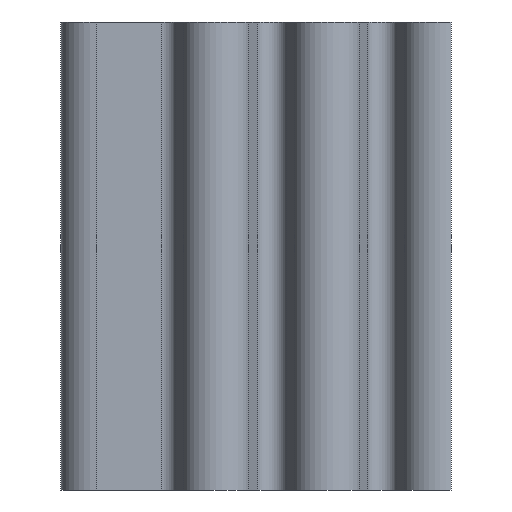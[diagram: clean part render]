
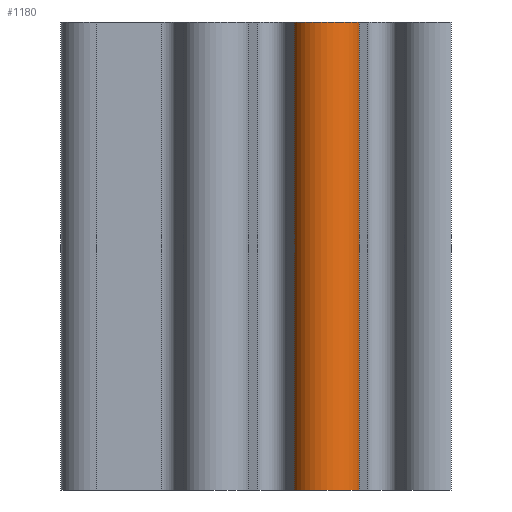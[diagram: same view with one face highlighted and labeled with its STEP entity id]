
A CAD part, left-side view. The second image highlights one B-rep face of the part: STEP entity #1180.
In plain terms, the highlighted cylindrical face has radius 2.7 mm (diameter 5.4 mm), a partial arc.
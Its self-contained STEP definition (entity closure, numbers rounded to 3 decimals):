
#33=CIRCLE('',#1281,2.7);
#34=CIRCLE('',#1282,2.7);
#84=CYLINDRICAL_SURFACE('',#1280,2.7);
#124=FACE_OUTER_BOUND('',#186,.T.);
#186=EDGE_LOOP('',(#845,#846,#847,#848));
#268=LINE('',#1848,#388);
#269=LINE('',#1854,#389);
#388=VECTOR('',#1480,10.);
#389=VECTOR('',#1487,10.);
#507=VERTEX_POINT('',#1844);
#508=VERTEX_POINT('',#1846);
#509=VERTEX_POINT('',#1850);
#510=VERTEX_POINT('',#1852);
#646=EDGE_CURVE('',#507,#508,#268,.T.);
#647=EDGE_CURVE('',#509,#507,#33,.T.);
#648=EDGE_CURVE('',#510,#508,#34,.T.);
#649=EDGE_CURVE('',#509,#510,#269,.T.);
#845=ORIENTED_EDGE('',*,*,#647,.T.);
#846=ORIENTED_EDGE('',*,*,#646,.T.);
#847=ORIENTED_EDGE('',*,*,#648,.F.);
#848=ORIENTED_EDGE('',*,*,#649,.F.);
#1180=ADVANCED_FACE('',(#124),#84,.T.);
#1280=AXIS2_PLACEMENT_3D('',#1849,#1481,#1482);
#1281=AXIS2_PLACEMENT_3D('',#1851,#1483,#1484);
#1282=AXIS2_PLACEMENT_3D('',#1853,#1485,#1486);
#1480=DIRECTION('',(0.,0.,1.));
#1481=DIRECTION('center_axis',(0.,0.,1.));
#1482=DIRECTION('ref_axis',(-0.376,0.927,0.));
#1483=DIRECTION('center_axis',(0.,0.,1.));
#1484=DIRECTION('ref_axis',(-0.376,0.927,0.));
#1485=DIRECTION('center_axis',(0.,0.,1.));
#1486=DIRECTION('ref_axis',(-0.376,0.927,0.));
#1487=DIRECTION('',(0.,0.,1.));
#1844=CARTESIAN_POINT('',(-14.655,104.729,0.));
#1846=CARTESIAN_POINT('',(-14.655,104.729,36.));
#1848=CARTESIAN_POINT('',(-14.655,104.729,0.));
#1849=CARTESIAN_POINT('Origin',(-13.639,107.231,0.));
#1850=CARTESIAN_POINT('',(-14.655,109.732,0.));
#1851=CARTESIAN_POINT('Origin',(-13.639,107.231,0.));
#1852=CARTESIAN_POINT('',(-14.655,109.732,36.));
#1853=CARTESIAN_POINT('Origin',(-13.639,107.231,36.));
#1854=CARTESIAN_POINT('',(-14.655,109.732,0.));
